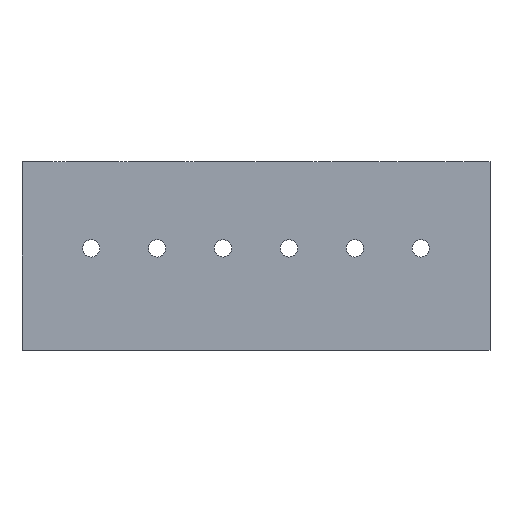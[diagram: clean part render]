
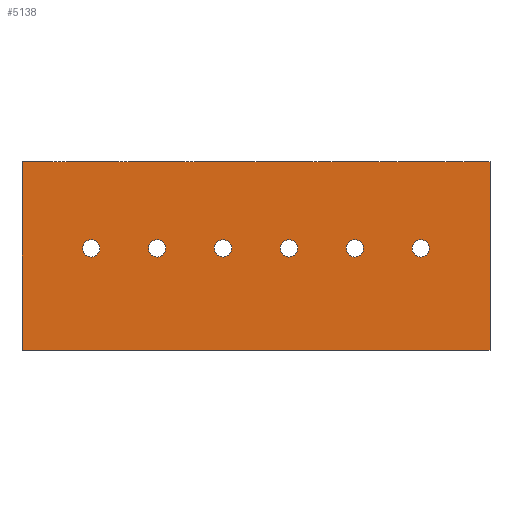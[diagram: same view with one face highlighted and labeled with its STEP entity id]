
A CAD part, front view. The second image highlights one B-rep face of the part: STEP entity #5138.
In plain terms, the highlighted planar face has unit normal (0, -1, 0).
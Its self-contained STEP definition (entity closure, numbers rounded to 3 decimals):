
#63 = FACE_BOUND ( 'NONE', #6582, .T. ) ;
#154 = EDGE_CURVE ( 'NONE', #1144, #6046, #4920, .T. ) ;
#260 = CARTESIAN_POINT ( 'NONE',  ( 52.685, 0., 0. ) ) ;
#304 = EDGE_CURVE ( 'NONE', #2118, #4483, #3605, .T. ) ;
#397 = DIRECTION ( 'NONE',  ( 0., 0., 1. ) ) ;
#423 = EDGE_CURVE ( 'NONE', #8455, #8747, #8300, .T. ) ;
#462 = CIRCLE ( 'NONE', #4645, 1. ) ;
#463 = EDGE_CURVE ( 'NONE', #3671, #8294, #8062, .T. ) ;
#474 = EDGE_LOOP ( 'NONE', ( #3521, #7512 ) ) ;
#483 = CARTESIAN_POINT ( 'NONE',  ( -1.395, 0., 0. ) ) ;
#531 = CARTESIAN_POINT ( 'NONE',  ( 14.215, 0., -9. ) ) ;
#573 = ORIENTED_EDGE ( 'NONE', *, *, #8130, .F. ) ;
#776 = CIRCLE ( 'NONE', #3000, 1. ) ;
#857 = CARTESIAN_POINT ( 'NONE',  ( 6.595, 0., -10. ) ) ;
#935 = ORIENTED_EDGE ( 'NONE', *, *, #154, .T. ) ;
#942 = AXIS2_PLACEMENT_3D ( 'NONE', #3957, #4643, #397 ) ;
#1144 = VERTEX_POINT ( 'NONE', #260 ) ;
#1208 = CARTESIAN_POINT ( 'NONE',  ( 21.835, 0., -11. ) ) ;
#1220 = CARTESIAN_POINT ( 'NONE',  ( 51.29, 0., 0. ) ) ;
#1318 = EDGE_CURVE ( 'NONE', #8747, #8455, #7370, .T. ) ;
#1374 = VERTEX_POINT ( 'NONE', #1477 ) ;
#1428 = CARTESIAN_POINT ( 'NONE',  ( 29.455, 0., -11. ) ) ;
#1477 = CARTESIAN_POINT ( 'NONE',  ( 6.595, 0., -9. ) ) ;
#1511 = EDGE_CURVE ( 'NONE', #8621, #1374, #776, .T. ) ;
#1599 = EDGE_LOOP ( 'NONE', ( #5704, #2210 ) ) ;
#1682 = AXIS2_PLACEMENT_3D ( 'NONE', #4763, #5073, #5132 ) ;
#1717 = DIRECTION ( 'NONE',  ( 0., 0., 1. ) ) ;
#1737 = CARTESIAN_POINT ( 'NONE',  ( 14.215, 0., -10. ) ) ;
#1854 = CARTESIAN_POINT ( 'NONE',  ( 37.075, 0., -10. ) ) ;
#1913 = DIRECTION ( 'NONE',  ( 0., -1., 0. ) ) ;
#1942 = FACE_BOUND ( 'NONE', #474, .T. ) ;
#2095 = EDGE_CURVE ( 'NONE', #5402, #8082, #6107, .T. ) ;
#2118 = VERTEX_POINT ( 'NONE', #2536 ) ;
#2210 = ORIENTED_EDGE ( 'NONE', *, *, #423, .F. ) ;
#2227 = EDGE_CURVE ( 'NONE', #8218, #6015, #3354, .T. ) ;
#2249 = CARTESIAN_POINT ( 'NONE',  ( 52.685, 0., 0. ) ) ;
#2474 = DIRECTION ( 'NONE',  ( 0., 0., 1. ) ) ;
#2480 = DIRECTION ( 'NONE',  ( 0., 0., 1. ) ) ;
#2505 = DIRECTION ( 'NONE',  ( 0., -1., 0. ) ) ;
#2536 = CARTESIAN_POINT ( 'NONE',  ( 44.695, 0., -11. ) ) ;
#2596 = DIRECTION ( 'NONE',  ( 0., 0., 1. ) ) ;
#2624 = EDGE_CURVE ( 'NONE', #4483, #2118, #7110, .T. ) ;
#2758 = CARTESIAN_POINT ( 'NONE',  ( 6.595, 0., -10. ) ) ;
#2771 = LINE ( 'NONE', #4910, #6307 ) ;
#2821 = CARTESIAN_POINT ( 'NONE',  ( 37.075, 0., -11. ) ) ;
#2849 = VERTEX_POINT ( 'NONE', #2821 ) ;
#2876 = CARTESIAN_POINT ( 'NONE',  ( 14.215, 0., -11. ) ) ;
#2993 = VERTEX_POINT ( 'NONE', #5074 ) ;
#3000 = AXIS2_PLACEMENT_3D ( 'NONE', #857, #6381, #6529 ) ;
#3024 = ORIENTED_EDGE ( 'NONE', *, *, #4712, .F. ) ;
#3048 = VECTOR ( 'NONE', #6893, 1000. ) ;
#3097 = AXIS2_PLACEMENT_3D ( 'NONE', #5481, #5418, #4782 ) ;
#3202 = DIRECTION ( 'NONE',  ( 0., 0., 1. ) ) ;
#3209 = CARTESIAN_POINT ( 'NONE',  ( 29.455, 0., -10. ) ) ;
#3224 = DIRECTION ( 'NONE',  ( 0., -1., 0. ) ) ;
#3242 = CARTESIAN_POINT ( 'NONE',  ( 44.695, 0., -10. ) ) ;
#3245 = AXIS2_PLACEMENT_3D ( 'NONE', #3242, #1913, #1717 ) ;
#3254 = LINE ( 'NONE', #2249, #8938 ) ;
#3261 = DIRECTION ( 'NONE',  ( 0., -1., 0. ) ) ;
#3333 = EDGE_LOOP ( 'NONE', ( #935, #5054, #7403, #5559 ) ) ;
#3354 = LINE ( 'NONE', #7500, #6892 ) ;
#3369 = ORIENTED_EDGE ( 'NONE', *, *, #6978, .F. ) ;
#3476 = DIRECTION ( 'NONE',  ( 0., 0., 1. ) ) ;
#3521 = ORIENTED_EDGE ( 'NONE', *, *, #6786, .F. ) ;
#3585 = EDGE_CURVE ( 'NONE', #6015, #6046, #2771, .T. ) ;
#3605 = CIRCLE ( 'NONE', #3802, 1. ) ;
#3623 = CARTESIAN_POINT ( 'NONE',  ( 44.695, 0., -9. ) ) ;
#3671 = VERTEX_POINT ( 'NONE', #2876 ) ;
#3802 = AXIS2_PLACEMENT_3D ( 'NONE', #6519, #3224, #3202 ) ;
#3862 = FACE_BOUND ( 'NONE', #1599, .T. ) ;
#3909 = DIRECTION ( 'NONE',  ( 0., -1., 0. ) ) ;
#3927 = CIRCLE ( 'NONE', #7697, 1. ) ;
#3957 = CARTESIAN_POINT ( 'NONE',  ( 51.29, 0., 0. ) ) ;
#4001 = CARTESIAN_POINT ( 'NONE',  ( 52.685, 0., -21.75 ) ) ;
#4076 = FACE_BOUND ( 'NONE', #5385, .T. ) ;
#4411 = DIRECTION ( 'NONE',  ( -1., 0., 0. ) ) ;
#4483 = VERTEX_POINT ( 'NONE', #3623 ) ;
#4643 = DIRECTION ( 'NONE',  ( 0., 1., 0. ) ) ;
#4645 = AXIS2_PLACEMENT_3D ( 'NONE', #2758, #7729, #3476 ) ;
#4712 = EDGE_CURVE ( 'NONE', #8294, #3671, #5726, .T. ) ;
#4763 = CARTESIAN_POINT ( 'NONE',  ( 14.215, 0., -10. ) ) ;
#4782 = DIRECTION ( 'NONE',  ( 0., 0., 1. ) ) ;
#4910 = CARTESIAN_POINT ( 'NONE',  ( -1.395, 0., -21.75 ) ) ;
#4920 = LINE ( 'NONE', #1220, #3048 ) ;
#5054 = ORIENTED_EDGE ( 'NONE', *, *, #3585, .F. ) ;
#5073 = DIRECTION ( 'NONE',  ( 0., -1., 0. ) ) ;
#5074 = CARTESIAN_POINT ( 'NONE',  ( 37.075, 0., -9. ) ) ;
#5107 = CARTESIAN_POINT ( 'NONE',  ( 21.835, 0., -9. ) ) ;
#5132 = DIRECTION ( 'NONE',  ( 0., 0., 1. ) ) ;
#5138 = ADVANCED_FACE ( 'NONE', ( #1942, #7638, #4076, #3862, #63, #7407, #5493 ), #8227, .F. ) ;
#5332 = EDGE_LOOP ( 'NONE', ( #3369, #6470 ) ) ;
#5385 = EDGE_LOOP ( 'NONE', ( #6506, #7330 ) ) ;
#5402 = VERTEX_POINT ( 'NONE', #1428 ) ;
#5418 = DIRECTION ( 'NONE',  ( 0., -1., 0. ) ) ;
#5438 = CIRCLE ( 'NONE', #7288, 1. ) ;
#5463 = CARTESIAN_POINT ( 'NONE',  ( 21.835, 0., -10. ) ) ;
#5475 = AXIS2_PLACEMENT_3D ( 'NONE', #3209, #2505, #2474 ) ;
#5481 = CARTESIAN_POINT ( 'NONE',  ( 21.835, 0., -10. ) ) ;
#5493 = FACE_OUTER_BOUND ( 'NONE', #3333, .T. ) ;
#5559 = ORIENTED_EDGE ( 'NONE', *, *, #7960, .F. ) ;
#5656 = CARTESIAN_POINT ( 'NONE',  ( 6.595, 0., -11. ) ) ;
#5682 = DIRECTION ( 'NONE',  ( 0., -1., 0. ) ) ;
#5704 = ORIENTED_EDGE ( 'NONE', *, *, #1318, .F. ) ;
#5714 = DIRECTION ( 'NONE',  ( 0., 0., 1. ) ) ;
#5726 = CIRCLE ( 'NONE', #7035, 1. ) ;
#5933 = CARTESIAN_POINT ( 'NONE',  ( 29.455, 0., -9. ) ) ;
#6015 = VERTEX_POINT ( 'NONE', #8997 ) ;
#6046 = VERTEX_POINT ( 'NONE', #483 ) ;
#6107 = CIRCLE ( 'NONE', #5475, 1. ) ;
#6307 = VECTOR ( 'NONE', #7027, 1000. ) ;
#6381 = DIRECTION ( 'NONE',  ( 0., -1., 0. ) ) ;
#6470 = ORIENTED_EDGE ( 'NONE', *, *, #1511, .F. ) ;
#6498 = DIRECTION ( 'NONE',  ( 0., 0., -1. ) ) ;
#6506 = ORIENTED_EDGE ( 'NONE', *, *, #2624, .F. ) ;
#6519 = CARTESIAN_POINT ( 'NONE',  ( 44.695, 0., -10. ) ) ;
#6529 = DIRECTION ( 'NONE',  ( 0., 0., 1. ) ) ;
#6582 = EDGE_LOOP ( 'NONE', ( #3024, #7843 ) ) ;
#6725 = DIRECTION ( 'NONE',  ( 0., -1., 0. ) ) ;
#6786 = EDGE_CURVE ( 'NONE', #8082, #5402, #3927, .T. ) ;
#6840 = DIRECTION ( 'NONE',  ( 0., -1., 0. ) ) ;
#6892 = VECTOR ( 'NONE', #4411, 1000. ) ;
#6893 = DIRECTION ( 'NONE',  ( -1., 0., 0. ) ) ;
#6978 = EDGE_CURVE ( 'NONE', #1374, #8621, #462, .T. ) ;
#7027 = DIRECTION ( 'NONE',  ( 0., 0., 1. ) ) ;
#7035 = AXIS2_PLACEMENT_3D ( 'NONE', #1737, #6725, #2480 ) ;
#7110 = CIRCLE ( 'NONE', #3245, 1. ) ;
#7288 = AXIS2_PLACEMENT_3D ( 'NONE', #8183, #3909, #8899 ) ;
#7330 = ORIENTED_EDGE ( 'NONE', *, *, #304, .F. ) ;
#7370 = CIRCLE ( 'NONE', #3097, 1. ) ;
#7403 = ORIENTED_EDGE ( 'NONE', *, *, #2227, .F. ) ;
#7407 = FACE_BOUND ( 'NONE', #5332, .T. ) ;
#7500 = CARTESIAN_POINT ( 'NONE',  ( 51.29, 0., -21.75 ) ) ;
#7512 = ORIENTED_EDGE ( 'NONE', *, *, #2095, .F. ) ;
#7516 = CARTESIAN_POINT ( 'NONE',  ( 29.455, 0., -10. ) ) ;
#7638 = FACE_BOUND ( 'NONE', #7688, .T. ) ;
#7688 = EDGE_LOOP ( 'NONE', ( #573, #8463 ) ) ;
#7697 = AXIS2_PLACEMENT_3D ( 'NONE', #7516, #3261, #8250 ) ;
#7729 = DIRECTION ( 'NONE',  ( 0., -1., 0. ) ) ;
#7843 = ORIENTED_EDGE ( 'NONE', *, *, #463, .F. ) ;
#7960 = EDGE_CURVE ( 'NONE', #1144, #8218, #3254, .T. ) ;
#8062 = CIRCLE ( 'NONE', #1682, 1. ) ;
#8082 = VERTEX_POINT ( 'NONE', #5933 ) ;
#8130 = EDGE_CURVE ( 'NONE', #2993, #2849, #5438, .T. ) ;
#8183 = CARTESIAN_POINT ( 'NONE',  ( 37.075, 0., -10. ) ) ;
#8211 = AXIS2_PLACEMENT_3D ( 'NONE', #1854, #6840, #2596 ) ;
#8218 = VERTEX_POINT ( 'NONE', #4001 ) ;
#8227 = PLANE ( 'NONE',  #942 ) ;
#8250 = DIRECTION ( 'NONE',  ( 0., 0., 1. ) ) ;
#8294 = VERTEX_POINT ( 'NONE', #531 ) ;
#8300 = CIRCLE ( 'NONE', #9059, 1. ) ;
#8455 = VERTEX_POINT ( 'NONE', #1208 ) ;
#8463 = ORIENTED_EDGE ( 'NONE', *, *, #8965, .F. ) ;
#8621 = VERTEX_POINT ( 'NONE', #5656 ) ;
#8747 = VERTEX_POINT ( 'NONE', #5107 ) ;
#8899 = DIRECTION ( 'NONE',  ( 0., 0., 1. ) ) ;
#8938 = VECTOR ( 'NONE', #6498, 1000. ) ;
#8965 = EDGE_CURVE ( 'NONE', #2849, #2993, #9026, .T. ) ;
#8997 = CARTESIAN_POINT ( 'NONE',  ( -1.395, 0., -21.75 ) ) ;
#9026 = CIRCLE ( 'NONE', #8211, 1. ) ;
#9059 = AXIS2_PLACEMENT_3D ( 'NONE', #5463, #5682, #5714 ) ;
